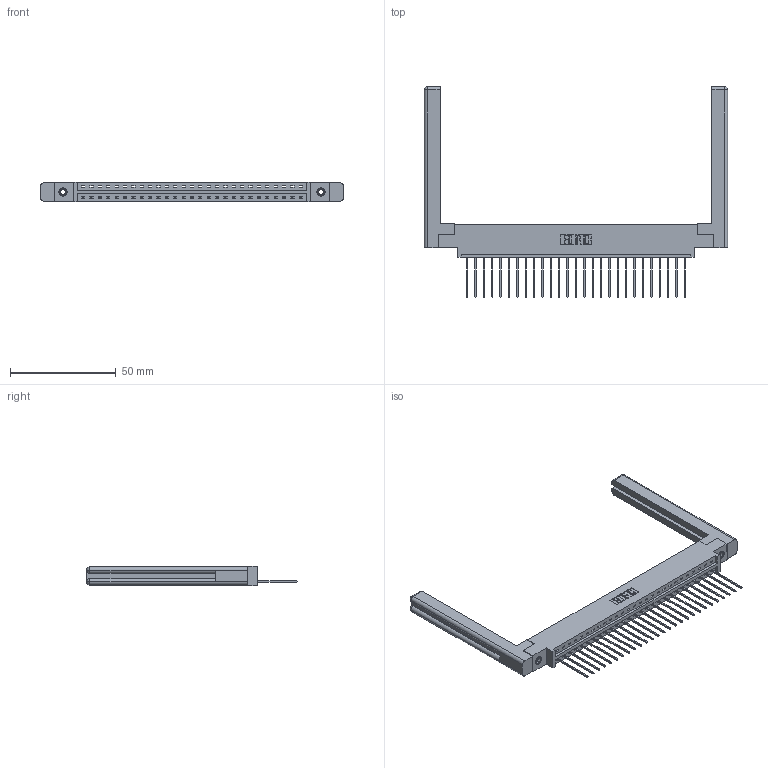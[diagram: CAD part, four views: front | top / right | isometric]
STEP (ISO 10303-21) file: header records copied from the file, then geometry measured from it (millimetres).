
FILE_DESCRIPTION (( 'STEP AP203' ), '1' );
FILE_NAME ('337-027-541-658.STEP', '2019-09-30T19:59:34', ( '' ), ( '' ), 'SwSTEP 2.0', 'SolidWorks 2016', '' );
FILE_SCHEMA (( 'CONFIG_CONTROL_DESIGN' ));
Length unit declared in the file: inch
Products named in the file (5): 345-292-001_345-293-141; 345-250-001_345-250-001-102; 337 Part_0.170 Offset - 0.156 Dia-TI; 307-220-058; 337-027-541-658
Assembly tree (32 placements, depth 2):
  337-027-541-658
    337 Part_0.170 Offset - 0.156 Dia-TI
    345-292-001_345-293-141  x27
    345-250-001_345-250-001-102  x2
    307-220-058  x2
Bounding box: 143.61 x 99.7 x 9.4 mm (x, y, z)
Volume: 21872.1 mm3; surface area: 20974.7 mm2
Topology: 32 solids, 32 shells, 1934 faces, 5753 edges, 3786 vertices
Faces by surface type: plane 1400, cylinder 510, cone 12, torus 12
Entity records: 24794 total; most frequent: CARTESIAN_POINT 4318, ORIENTED_EDGE 4220, DIRECTION 3684, EDGE_CURVE 2110, LINE 1934, VECTOR 1934, VERTEX_POINT 1398, AXIS2_PLACEMENT_3D 875
